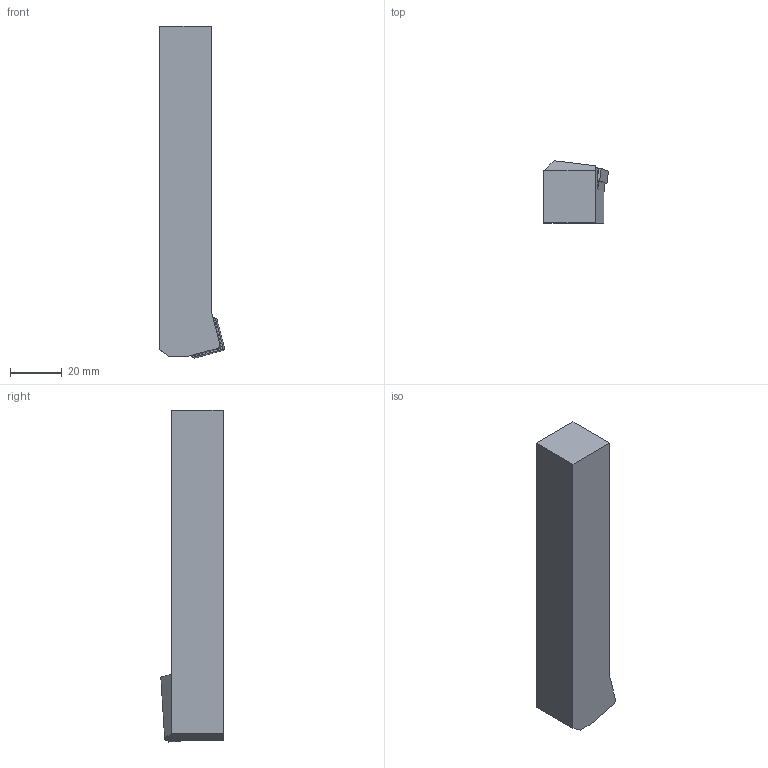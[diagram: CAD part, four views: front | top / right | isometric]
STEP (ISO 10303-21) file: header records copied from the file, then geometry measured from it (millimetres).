
FILE_DESCRIPTION(/* description */ (''),/* implementation_level */ '2;1');
FILE_NAME(/* name */ 'PSKNL2020K12_SIM.stp',/* time_stamp */ '2023-02-27T12:35:15+01:00',/* author */ (''),/* organization */ (''),/* preprocessor_version */ 'ST-DEVELOPER v16.7',/* originating_system */ 'SIEMENS PLM Software NX 12.0',/* authorisation */ '');
FILE_SCHEMA (('AUTOMOTIVE_DESIGN { 1 0 10303 214 3 1 1 1 }'));
Length unit declared in the file: millimetre
Products named in the file (1): kl6217C8835Fqjyp
Bounding box: 24.99 x 24.06 x 128.09 mm (x, y, z)
Volume: 52346 mm3; surface area: 11750.2 mm2
Topology: 2 solids, 2 shells, 34 faces, 86 edges, 56 vertices
Faces by surface type: plane 26, cylinder 8
Full cylindrical faces by diameter (mm): 5 x1
Entity records: 1042 total; most frequent: CARTESIAN_POINT 174, DIRECTION 170, ORIENTED_EDGE 168, EDGE_CURVE 84, LINE 68, VECTOR 68, VERTEX_POINT 55, AXIS2_PLACEMENT_3D 51
